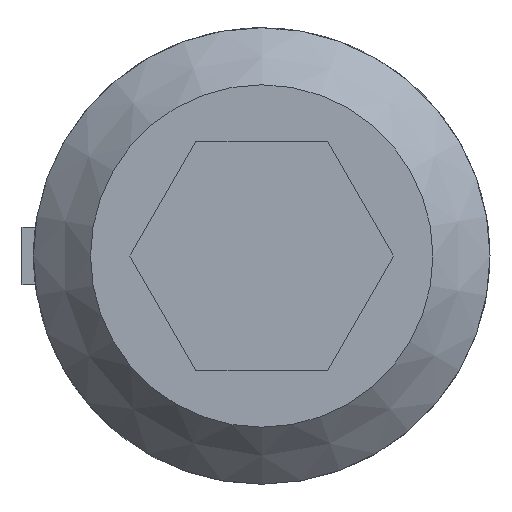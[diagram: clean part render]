
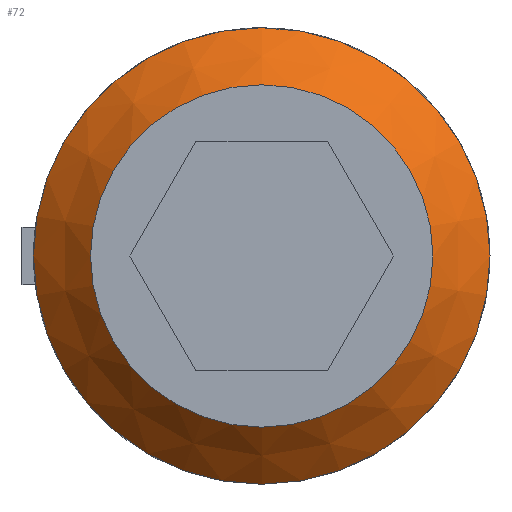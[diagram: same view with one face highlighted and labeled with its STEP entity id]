
A CAD part, left-side view. The second image highlights one B-rep face of the part: STEP entity #72.
In plain terms, the highlighted conical face has half-angle 45 degrees and reference radius 1.5 mm.
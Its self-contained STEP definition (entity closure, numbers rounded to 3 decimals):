
#72 = ADVANCED_FACE( '', ( #160, #161 ), #162, .T. );
#160 = FACE_OUTER_BOUND( '', #267, .T. );
#161 = FACE_BOUND( '', #268, .T. );
#162 = CONICAL_SURFACE( '', #269, 1.5, 0.785 );
#267 = EDGE_LOOP( '', ( #409 ) );
#268 = EDGE_LOOP( '', ( #410 ) );
#269 = AXIS2_PLACEMENT_3D( '', #411, #412, #413 );
#409 = ORIENTED_EDGE( '', *, *, #617, .F. );
#410 = ORIENTED_EDGE( '', *, *, #618, .T. );
#411 = CARTESIAN_POINT( '', ( 0., 0., 0. ) );
#412 = DIRECTION( '', ( 1., 0., 0. ) );
#413 = DIRECTION( '', ( 0., 0., -1. ) );
#617 = EDGE_CURVE( '', #734, #734, #735, .T. );
#618 = EDGE_CURVE( '', #736, #736, #737, .T. );
#734 = VERTEX_POINT( '', #900 );
#735 = CIRCLE( '', #901, 2. );
#736 = VERTEX_POINT( '', #902 );
#737 = CIRCLE( '', #903, 1.5 );
#900 = CARTESIAN_POINT( '', ( 0.5, 0., -2. ) );
#901 = AXIS2_PLACEMENT_3D( '', #1027, #1028, #1029 );
#902 = CARTESIAN_POINT( '', ( 0., 0., -1.5 ) );
#903 = AXIS2_PLACEMENT_3D( '', #1030, #1031, #1032 );
#1027 = CARTESIAN_POINT( '', ( 0.5, 0., 0. ) );
#1028 = DIRECTION( '', ( 1., 0., 0. ) );
#1029 = DIRECTION( '', ( 0., 0., -1. ) );
#1030 = CARTESIAN_POINT( '', ( 0., 0., 0. ) );
#1031 = DIRECTION( '', ( 1., 0., 0. ) );
#1032 = DIRECTION( '', ( 0., 0., -1. ) );
